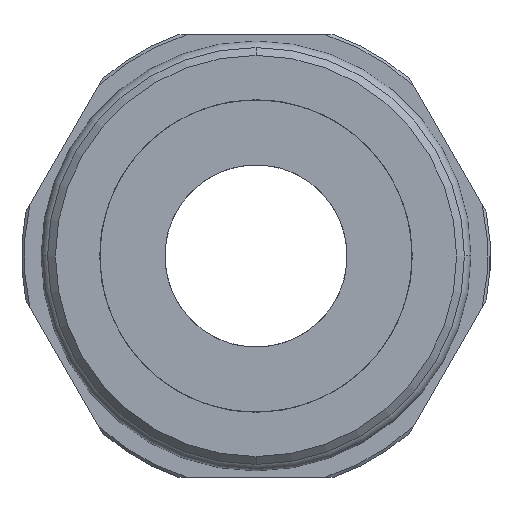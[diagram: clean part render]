
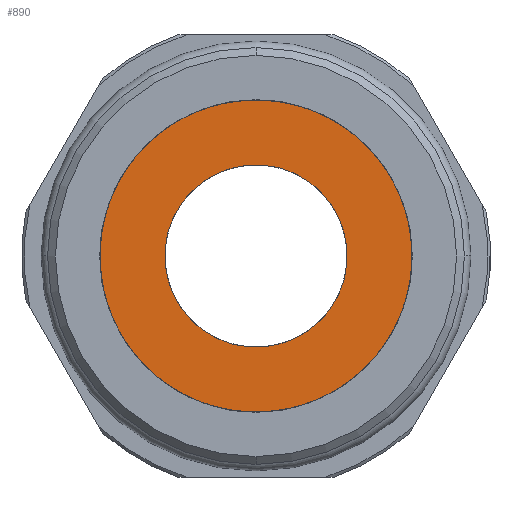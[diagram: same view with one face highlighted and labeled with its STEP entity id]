
A CAD part, front view. The second image highlights one B-rep face of the part: STEP entity #890.
In plain terms, the highlighted planar face has unit normal (0, -1, 0).
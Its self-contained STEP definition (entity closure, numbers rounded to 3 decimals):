
#363 = DIRECTION ( 'NONE',  ( 0., 0., 1. ) ) ;
#367 = PLANE ( 'NONE',  #2942 ) ;
#370 = CARTESIAN_POINT ( 'NONE',  ( 0., 0., 0. ) ) ;
#393 = DIRECTION ( 'NONE',  ( 0., 1., 0. ) ) ;
#394 = FACE_OUTER_BOUND ( 'NONE', #3244, .T. ) ;
#395 = FACE_BOUND ( 'NONE', #3251, .T. ) ;
#478 = DIRECTION ( 'NONE',  ( 0., 0., 1. ) ) ;
#485 = DIRECTION ( 'NONE',  ( 0., 1., 0. ) ) ;
#494 = CARTESIAN_POINT ( 'NONE',  ( 0., 0., 0. ) ) ;
#620 = CARTESIAN_POINT ( 'NONE',  ( 0., 0., 0. ) ) ;
#638 = DIRECTION ( 'NONE',  ( 0., 1., 0. ) ) ;
#659 = DIRECTION ( 'NONE',  ( 0., 0., 1. ) ) ;
#890 = ADVANCED_FACE ( 'NONE', ( #394, #395 ), #367, .F. ) ;
#910 = EDGE_CURVE ( 'NONE', #3521, #3515, #2955, .T. ) ;
#953 = EDGE_CURVE ( 'NONE', #3515, #3521, #2734, .T. ) ;
#976 = EDGE_CURVE ( 'NONE', #3510, #3520, #2787, .T. ) ;
#977 = EDGE_CURVE ( 'NONE', #3520, #3510, #2778, .T. ) ;
#1606 = DIRECTION ( 'NONE',  ( 0., 0., 1. ) ) ;
#1623 = CARTESIAN_POINT ( 'NONE',  ( 0., 0., 0. ) ) ;
#1624 = CARTESIAN_POINT ( 'NONE',  ( 0., 0., 0. ) ) ;
#1628 = DIRECTION ( 'NONE',  ( 0., 1., 0. ) ) ;
#1639 = DIRECTION ( 'NONE',  ( 0., 1., 0. ) ) ;
#1641 = DIRECTION ( 'NONE',  ( 0., 0., 1. ) ) ;
#1867 = CARTESIAN_POINT ( 'NONE',  ( 0., 0., -7. ) ) ;
#1915 = CARTESIAN_POINT ( 'NONE',  ( 0., 0., -12. ) ) ;
#1917 = CARTESIAN_POINT ( 'NONE',  ( 0., 0., 12. ) ) ;
#1940 = CARTESIAN_POINT ( 'NONE',  ( 0., 0., 7. ) ) ;
#2734 = CIRCLE ( 'NONE', #2753, 12. ) ;
#2753 = AXIS2_PLACEMENT_3D ( 'NONE', #620, #638, #659 ) ;
#2756 = AXIS2_PLACEMENT_3D ( 'NONE', #1623, #1628, #1606 ) ;
#2778 = CIRCLE ( 'NONE', #2756, 7. ) ;
#2787 = CIRCLE ( 'NONE', #2793, 7. ) ;
#2793 = AXIS2_PLACEMENT_3D ( 'NONE', #1624, #1639, #1641 ) ;
#2942 = AXIS2_PLACEMENT_3D ( 'NONE', #370, #393, #363 ) ;
#2955 = CIRCLE ( 'NONE', #2956, 12. ) ;
#2956 = AXIS2_PLACEMENT_3D ( 'NONE', #494, #485, #478 ) ;
#3244 = EDGE_LOOP ( 'NONE', ( #3587, #3586 ) ) ;
#3251 = EDGE_LOOP ( 'NONE', ( #3588, #3557 ) ) ;
#3510 = VERTEX_POINT ( 'NONE', #1867 ) ;
#3515 = VERTEX_POINT ( 'NONE', #1917 ) ;
#3520 = VERTEX_POINT ( 'NONE', #1940 ) ;
#3521 = VERTEX_POINT ( 'NONE', #1915 ) ;
#3557 = ORIENTED_EDGE ( 'NONE', *, *, #977, .T. ) ;
#3586 = ORIENTED_EDGE ( 'NONE', *, *, #953, .F. ) ;
#3587 = ORIENTED_EDGE ( 'NONE', *, *, #910, .F. ) ;
#3588 = ORIENTED_EDGE ( 'NONE', *, *, #976, .T. ) ;
